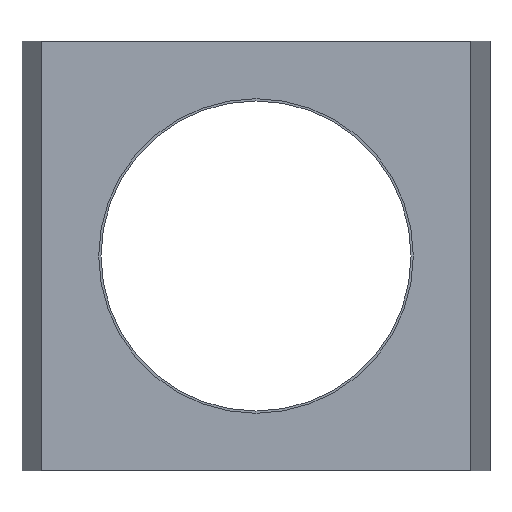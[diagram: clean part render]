
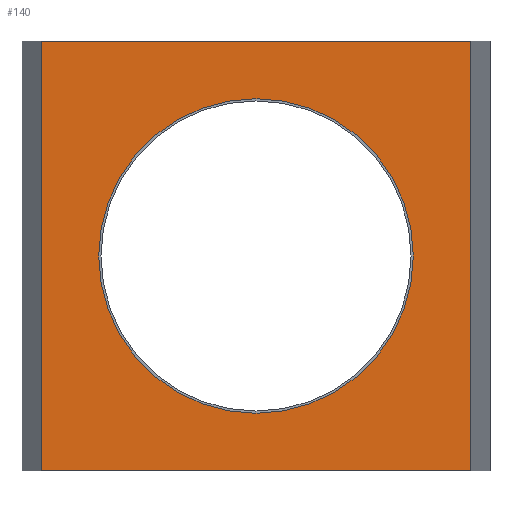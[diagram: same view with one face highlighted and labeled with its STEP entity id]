
A CAD part, front view. The second image highlights one B-rep face of the part: STEP entity #140.
In plain terms, the highlighted planar face has unit normal (0, -1, 0).
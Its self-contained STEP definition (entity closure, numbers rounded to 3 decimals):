
#53 = EDGE_CURVE ( 'NONE', #708, #337, #805, .T. ) ;
#55 = DIRECTION ( 'NONE',  ( 0., 0., -1. ) ) ;
#67 = DIRECTION ( 'NONE',  ( 0., 1., 0. ) ) ;
#86 = EDGE_CURVE ( 'NONE', #708, #302, #605, .T. ) ;
#97 = CARTESIAN_POINT ( 'NONE',  ( 387.5, 0., 387.5 ) ) ;
#131 = VECTOR ( 'NONE', #705, 1000. ) ;
#133 = DIRECTION ( 'NONE',  ( 0., -1., 0. ) ) ;
#140 = ADVANCED_FACE ( 'NONE', ( #978, #278 ), #596, .F. ) ;
#156 = LINE ( 'NONE', #458, #131 ) ;
#198 = CARTESIAN_POINT ( 'NONE',  ( 0., 0., 0. ) ) ;
#206 = EDGE_CURVE ( 'NONE', #337, #327, #156, .T. ) ;
#207 = VECTOR ( 'NONE', #810, 1000. ) ;
#210 = CARTESIAN_POINT ( 'NONE',  ( 387.5, 0., 387.5 ) ) ;
#271 = EDGE_LOOP ( 'NONE', ( #934, #739, #819, #364 ) ) ;
#272 = EDGE_LOOP ( 'NONE', ( #929, #784 ) ) ;
#278 = FACE_OUTER_BOUND ( 'NONE', #271, .T. ) ;
#302 = VERTEX_POINT ( 'NONE', #210 ) ;
#327 = VERTEX_POINT ( 'NONE', #509 ) ;
#337 = VERTEX_POINT ( 'NONE', #406 ) ;
#342 = AXIS2_PLACEMENT_3D ( 'NONE', #517, #67, #614 ) ;
#356 = CARTESIAN_POINT ( 'NONE',  ( -387.5, 0., 387.5 ) ) ;
#364 = ORIENTED_EDGE ( 'NONE', *, *, #53, .T. ) ;
#386 = EDGE_CURVE ( 'NONE', #853, #827, #485, .T. ) ;
#397 = CARTESIAN_POINT ( 'NONE',  ( 0., 0., 284. ) ) ;
#402 = CIRCLE ( 'NONE', #658, 284. ) ;
#406 = CARTESIAN_POINT ( 'NONE',  ( -387.5, 0., -387.5 ) ) ;
#428 = CARTESIAN_POINT ( 'NONE',  ( 0., 0., 0. ) ) ;
#458 = CARTESIAN_POINT ( 'NONE',  ( -387.5, 0., -387.5 ) ) ;
#464 = VECTOR ( 'NONE', #771, 1000. ) ;
#469 = LINE ( 'NONE', #97, #857 ) ;
#485 = CIRCLE ( 'NONE', #926, 284. ) ;
#509 = CARTESIAN_POINT ( 'NONE',  ( 387.5, 0., -387.5 ) ) ;
#510 = CARTESIAN_POINT ( 'NONE',  ( -387.5, 0., 387.5 ) ) ;
#517 = CARTESIAN_POINT ( 'NONE',  ( -387.5, 0., 387.5 ) ) ;
#538 = EDGE_CURVE ( 'NONE', #827, #853, #402, .T. ) ;
#596 = PLANE ( 'NONE',  #342 ) ;
#605 = LINE ( 'NONE', #510, #464 ) ;
#614 = DIRECTION ( 'NONE',  ( 0., 0., 1. ) ) ;
#637 = CARTESIAN_POINT ( 'NONE',  ( 0., 0., -284. ) ) ;
#658 = AXIS2_PLACEMENT_3D ( 'NONE', #428, #901, #976 ) ;
#705 = DIRECTION ( 'NONE',  ( 1., 0., 0. ) ) ;
#708 = VERTEX_POINT ( 'NONE', #785 ) ;
#739 = ORIENTED_EDGE ( 'NONE', *, *, #953, .F. ) ;
#771 = DIRECTION ( 'NONE',  ( 1., 0., 0. ) ) ;
#784 = ORIENTED_EDGE ( 'NONE', *, *, #538, .F. ) ;
#785 = CARTESIAN_POINT ( 'NONE',  ( -387.5, 0., 387.5 ) ) ;
#788 = DIRECTION ( 'NONE',  ( 0., 0., -1. ) ) ;
#805 = LINE ( 'NONE', #356, #207 ) ;
#810 = DIRECTION ( 'NONE',  ( 0., 0., -1. ) ) ;
#819 = ORIENTED_EDGE ( 'NONE', *, *, #86, .F. ) ;
#827 = VERTEX_POINT ( 'NONE', #397 ) ;
#853 = VERTEX_POINT ( 'NONE', #637 ) ;
#857 = VECTOR ( 'NONE', #788, 1000. ) ;
#901 = DIRECTION ( 'NONE',  ( 0., -1., 0. ) ) ;
#926 = AXIS2_PLACEMENT_3D ( 'NONE', #198, #133, #55 ) ;
#929 = ORIENTED_EDGE ( 'NONE', *, *, #386, .F. ) ;
#934 = ORIENTED_EDGE ( 'NONE', *, *, #206, .T. ) ;
#953 = EDGE_CURVE ( 'NONE', #302, #327, #469, .T. ) ;
#976 = DIRECTION ( 'NONE',  ( 0., 0., -1. ) ) ;
#978 = FACE_BOUND ( 'NONE', #272, .T. ) ;
